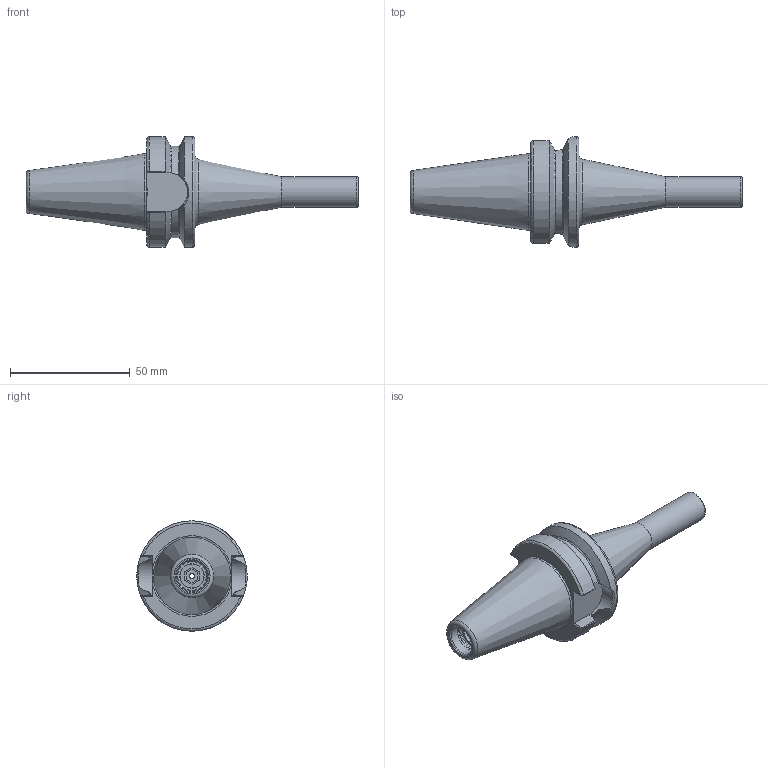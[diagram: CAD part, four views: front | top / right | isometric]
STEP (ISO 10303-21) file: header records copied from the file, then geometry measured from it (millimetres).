
FILE_DESCRIPTION(/* description */ (''),/* implementation_level */ '2;1');
FILE_NAME(/* name */ 'BT30-MX06-090.stp',/* time_stamp */ '2019-07-15T14:24:12-05:00',/* author */ ('ldfli'),/* organization */ (''),/* preprocessor_version */ 'ST-DEVELOPER v18',/* originating_system */ 'Autodesk Inventor LT',/* authorisation */ '');
FILE_SCHEMA (('AUTOMOTIVE_DESIGN { 1 0 10303 214 3 1 1 }'));
Length unit declared in the file: millimetre
Products named in the file (1): BT30-MX06-090
Bounding box: 138.4 x 46 x 46 mm (x, y, z)
Volume: 63083.9 mm3; surface area: 19080.5 mm2
Topology: 3 solids, 3 shells, 111 faces, 314 edges, 219 vertices
Faces by surface type: plane 48, cylinder 22, torus 16, cone 15, bspline 10
Full cylindrical faces by diameter (mm): 2 x1, 6 x1, 6.7 x1, 8 x1, 8.26 x1, 8.4 x1, 9.5 x1, 10 x1, 10.106 x1, 12 x1, 12.5 x1, 12.7 x1, 13.1 x1, 31.987 x1, 31.999 x1, 46 x1
Entity records: 4282 total; most frequent: CARTESIAN_POINT 1326, ORIENTED_EDGE 628, DIRECTION 605, EDGE_CURVE 314, AXIS2_PLACEMENT_3D 245, VERTEX_POINT 219, CIRCLE 143, EDGE_LOOP 127
